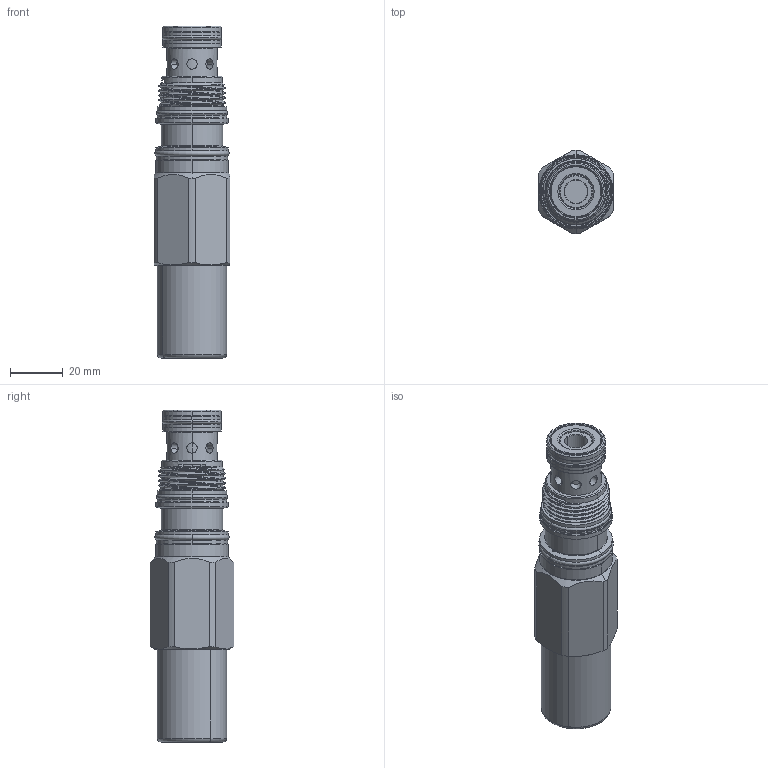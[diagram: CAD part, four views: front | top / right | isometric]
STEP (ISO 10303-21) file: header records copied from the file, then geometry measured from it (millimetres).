
FILE_DESCRIPTION (( 'STEP AP203' ), '1' );
FILE_NAME ('PD2A3J-C.STEP', '2020-03-23T02:43:34', ( '' ), ( '' ), 'SwSTEP 2.0', 'SolidWorks 2018', '' );
FILE_SCHEMA (( 'CONFIG_CONTROL_DESIGN' ));
Length unit declared in the file: millimetre
Products named in the file (1): PD2A3J-C
Bounding box: 28.57 x 31.6 x 125.32 mm (x, y, z)
Volume: 57331.2 mm3; surface area: 22255 mm2
Topology: 8 solids, 16 shells, 393 faces, 898 edges, 560 vertices
Faces by surface type: cylinder 202, plane 83, torus 54, cone 48, bspline 6
Entity records: 16548 total; most frequent: CARTESIAN_POINT 7696, DIRECTION 1912, ORIENTED_EDGE 1792, EDGE_CURVE 896, AXIS2_PLACEMENT_3D 815, VERTEX_POINT 560, EDGE_LOOP 446, CIRCLE 427
